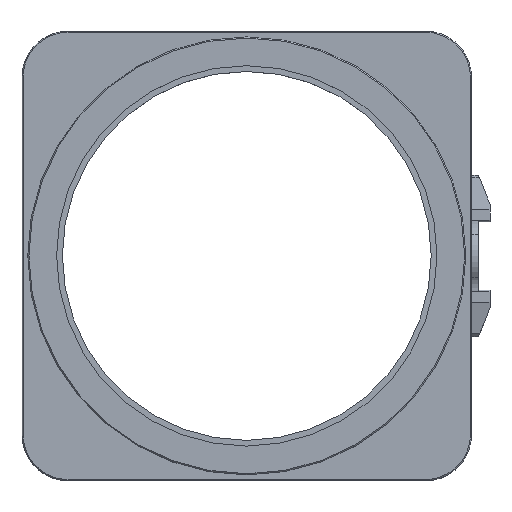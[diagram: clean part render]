
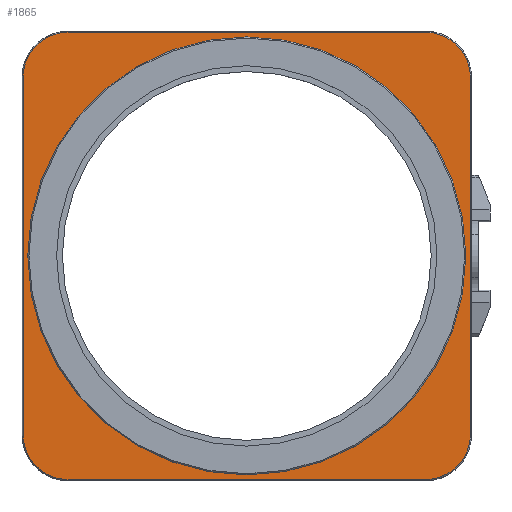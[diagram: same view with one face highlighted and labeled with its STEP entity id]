
A CAD part, top view. The second image highlights one B-rep face of the part: STEP entity #1865.
In plain terms, the highlighted planar face has unit normal (0, 0, 1).
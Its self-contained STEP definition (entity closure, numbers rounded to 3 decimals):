
#15 = VERTEX_POINT ( 'NONE', #56 ) ;
#26 = DIRECTION ( 'NONE',  ( 1., 0., 0. ) ) ;
#56 = CARTESIAN_POINT ( 'NONE',  ( 4., 38.9, 9.89 ) ) ;
#129 = AXIS2_PLACEMENT_3D ( 'NONE', #990, #1003, #1730 ) ;
#131 = EDGE_LOOP ( 'NONE', ( #210, #2248, #2329, #1808, #297, #1430, #296, #349 ) ) ;
#153 = VERTEX_POINT ( 'NONE', #2103 ) ;
#169 = DIRECTION ( 'NONE',  ( 0., -1., 0. ) ) ;
#186 = DIRECTION ( 'NONE',  ( 1., 0., 0. ) ) ;
#202 = DIRECTION ( 'NONE',  ( 0., 0., 1. ) ) ;
#210 = ORIENTED_EDGE ( 'NONE', *, *, #801, .T. ) ;
#214 = CARTESIAN_POINT ( 'NONE',  ( 4., 0.1, 9.89 ) ) ;
#243 = EDGE_LOOP ( 'NONE', ( #584, #329 ) ) ;
#296 = ORIENTED_EDGE ( 'NONE', *, *, #877, .T. ) ;
#297 = ORIENTED_EDGE ( 'NONE', *, *, #1918, .T. ) ;
#329 = ORIENTED_EDGE ( 'NONE', *, *, #1201, .F. ) ;
#349 = ORIENTED_EDGE ( 'NONE', *, *, #1398, .T. ) ;
#350 = VERTEX_POINT ( 'NONE', #214 ) ;
#357 = DIRECTION ( 'NONE',  ( 0., 0., 1. ) ) ;
#372 = AXIS2_PLACEMENT_3D ( 'NONE', #1494, #1988, #186 ) ;
#415 = CARTESIAN_POINT ( 'NONE',  ( 35., 38.9, 9.89 ) ) ;
#517 = DIRECTION ( 'NONE',  ( 1., 0., 0. ) ) ;
#538 = VECTOR ( 'NONE', #2104, 1000. ) ;
#584 = ORIENTED_EDGE ( 'NONE', *, *, #1715, .F. ) ;
#591 = AXIS2_PLACEMENT_3D ( 'NONE', #1231, #2144, #1240 ) ;
#611 = DIRECTION ( 'NONE',  ( 0., 0., 1. ) ) ;
#700 = EDGE_CURVE ( 'NONE', #1127, #2107, #2131, .T. ) ;
#719 = FACE_BOUND ( 'NONE', #243, .T. ) ;
#730 = CIRCLE ( 'NONE', #129, 3.9 ) ;
#788 = CARTESIAN_POINT ( 'NONE',  ( 38.9, 4., 9.89 ) ) ;
#801 = EDGE_CURVE ( 'NONE', #15, #1127, #2188, .T. ) ;
#847 = LINE ( 'NONE', #1039, #1754 ) ;
#859 = AXIS2_PLACEMENT_3D ( 'NONE', #928, #1847, #1441 ) ;
#877 = EDGE_CURVE ( 'NONE', #1288, #932, #1883, .T. ) ;
#883 = CIRCLE ( 'NONE', #1000, 19. ) ;
#928 = CARTESIAN_POINT ( 'NONE',  ( 35., 35., 9.89 ) ) ;
#932 = VERTEX_POINT ( 'NONE', #415 ) ;
#959 = EDGE_CURVE ( 'NONE', #2107, #350, #730, .T. ) ;
#990 = CARTESIAN_POINT ( 'NONE',  ( 4., 4., 9.89 ) ) ;
#1000 = AXIS2_PLACEMENT_3D ( 'NONE', #1675, #202, #26 ) ;
#1003 = DIRECTION ( 'NONE',  ( 0., 0., 1. ) ) ;
#1011 = CARTESIAN_POINT ( 'NONE',  ( 4., 38.9, 9.89 ) ) ;
#1039 = CARTESIAN_POINT ( 'NONE',  ( 35., 0.1, 9.89 ) ) ;
#1053 = CARTESIAN_POINT ( 'NONE',  ( 35., 0.1, 9.89 ) ) ;
#1108 = CARTESIAN_POINT ( 'NONE',  ( 38.9, 35., 9.89 ) ) ;
#1127 = VERTEX_POINT ( 'NONE', #1951 ) ;
#1149 = CIRCLE ( 'NONE', #1758, 19. ) ;
#1189 = LINE ( 'NONE', #1897, #2292 ) ;
#1201 = EDGE_CURVE ( 'NONE', #1669, #153, #1149, .T. ) ;
#1210 = CARTESIAN_POINT ( 'NONE',  ( 35., 4., 9.89 ) ) ;
#1231 = CARTESIAN_POINT ( 'NONE',  ( 19.5, 19.5, 9.89 ) ) ;
#1240 = DIRECTION ( 'NONE',  ( 1., 0., 0. ) ) ;
#1285 = CARTESIAN_POINT ( 'NONE',  ( 19.5, 19.5, 9.89 ) ) ;
#1288 = VERTEX_POINT ( 'NONE', #1108 ) ;
#1302 = VERTEX_POINT ( 'NONE', #788 ) ;
#1398 = EDGE_CURVE ( 'NONE', #932, #15, #1736, .T. ) ;
#1430 = ORIENTED_EDGE ( 'NONE', *, *, #1745, .T. ) ;
#1441 = DIRECTION ( 'NONE',  ( 1., 0., 0. ) ) ;
#1443 = DIRECTION ( 'NONE',  ( 1., 0., 0. ) ) ;
#1494 = CARTESIAN_POINT ( 'NONE',  ( 4., 35., 9.89 ) ) ;
#1548 = DIRECTION ( 'NONE',  ( 0., 1., 0. ) ) ;
#1669 = VERTEX_POINT ( 'NONE', #2222 ) ;
#1675 = CARTESIAN_POINT ( 'NONE',  ( 19.5, 19.5, 9.89 ) ) ;
#1715 = EDGE_CURVE ( 'NONE', #153, #1669, #883, .T. ) ;
#1730 = DIRECTION ( 'NONE',  ( 1., 0., 0. ) ) ;
#1736 = LINE ( 'NONE', #1011, #538 ) ;
#1745 = EDGE_CURVE ( 'NONE', #1302, #1288, #1189, .T. ) ;
#1754 = VECTOR ( 'NONE', #517, 1000. ) ;
#1758 = AXIS2_PLACEMENT_3D ( 'NONE', #1285, #611, #1842 ) ;
#1788 = CARTESIAN_POINT ( 'NONE',  ( 0.1, 4., 9.89 ) ) ;
#1799 = CIRCLE ( 'NONE', #1878, 3.9 ) ;
#1808 = ORIENTED_EDGE ( 'NONE', *, *, #2312, .T. ) ;
#1842 = DIRECTION ( 'NONE',  ( 1., 0., 0. ) ) ;
#1847 = DIRECTION ( 'NONE',  ( 0., 0., 1. ) ) ;
#1865 = ADVANCED_FACE ( 'NONE', ( #2065, #719 ), #1944, .T. ) ;
#1878 = AXIS2_PLACEMENT_3D ( 'NONE', #1210, #357, #1443 ) ;
#1883 = CIRCLE ( 'NONE', #859, 3.9 ) ;
#1897 = CARTESIAN_POINT ( 'NONE',  ( 38.9, 35., 9.89 ) ) ;
#1918 = EDGE_CURVE ( 'NONE', #1925, #1302, #1799, .T. ) ;
#1925 = VERTEX_POINT ( 'NONE', #1053 ) ;
#1944 = PLANE ( 'NONE',  #591 ) ;
#1951 = CARTESIAN_POINT ( 'NONE',  ( 0.1, 35., 9.89 ) ) ;
#1988 = DIRECTION ( 'NONE',  ( 0., 0., 1. ) ) ;
#2011 = CARTESIAN_POINT ( 'NONE',  ( 0.1, 4., 9.89 ) ) ;
#2065 = FACE_OUTER_BOUND ( 'NONE', #131, .T. ) ;
#2103 = CARTESIAN_POINT ( 'NONE',  ( 38.5, 19.5, 9.89 ) ) ;
#2104 = DIRECTION ( 'NONE',  ( -1., 0., 0. ) ) ;
#2107 = VERTEX_POINT ( 'NONE', #2011 ) ;
#2131 = LINE ( 'NONE', #1788, #2153 ) ;
#2144 = DIRECTION ( 'NONE',  ( 0., 0., 1. ) ) ;
#2153 = VECTOR ( 'NONE', #169, 1000. ) ;
#2188 = CIRCLE ( 'NONE', #372, 3.9 ) ;
#2222 = CARTESIAN_POINT ( 'NONE',  ( 0.5, 19.5, 9.89 ) ) ;
#2248 = ORIENTED_EDGE ( 'NONE', *, *, #700, .T. ) ;
#2292 = VECTOR ( 'NONE', #1548, 1000. ) ;
#2312 = EDGE_CURVE ( 'NONE', #350, #1925, #847, .T. ) ;
#2329 = ORIENTED_EDGE ( 'NONE', *, *, #959, .T. ) ;
